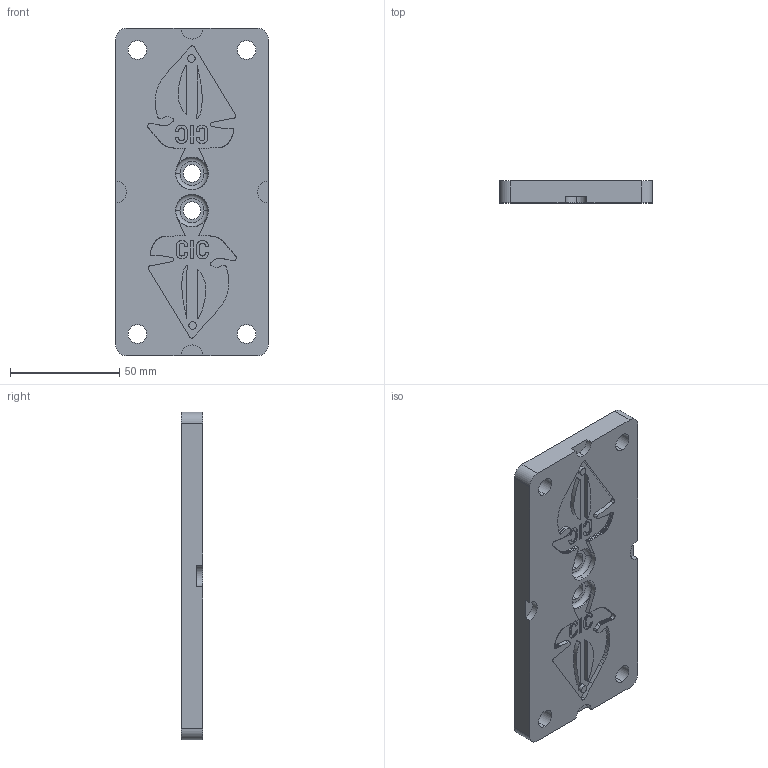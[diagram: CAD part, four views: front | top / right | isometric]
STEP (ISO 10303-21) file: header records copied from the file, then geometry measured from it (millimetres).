
FILE_DESCRIPTION (( 'STEP AP214' ), '1' );
FILE_NAME ('ARL-PCBAT-02-A-couvercle.STEP', '2024-07-26T09:28:11', ( 'T' ), ( 'F' ), 'SwSTEP 2.0', 'SolidWorks 2001340', '' );
FILE_SCHEMA (( 'AUTOMOTIVE_DESIGN' ));
Length unit declared in the file: millimetre
Products named in the file (1): ARL-PCBAT-02-A-couvercle
Bounding box: 70 x 10 x 150 mm (x, y, z)
Volume: 95556.6 mm3; surface area: 27556.3 mm2
Topology: 1 solids, 1 shells, 841 faces, 2475 edges, 1650 vertices
Faces by surface type: plane 760, cylinder 77, torus 4
Entity records: 27606 total; most frequent: CARTESIAN_POINT 4967, ORIENTED_EDGE 4950, DIRECTION 4329, EDGE_CURVE 2475, LINE 2305, VECTOR 2305, VERTEX_POINT 1650, AXIS2_PLACEMENT_3D 1012
